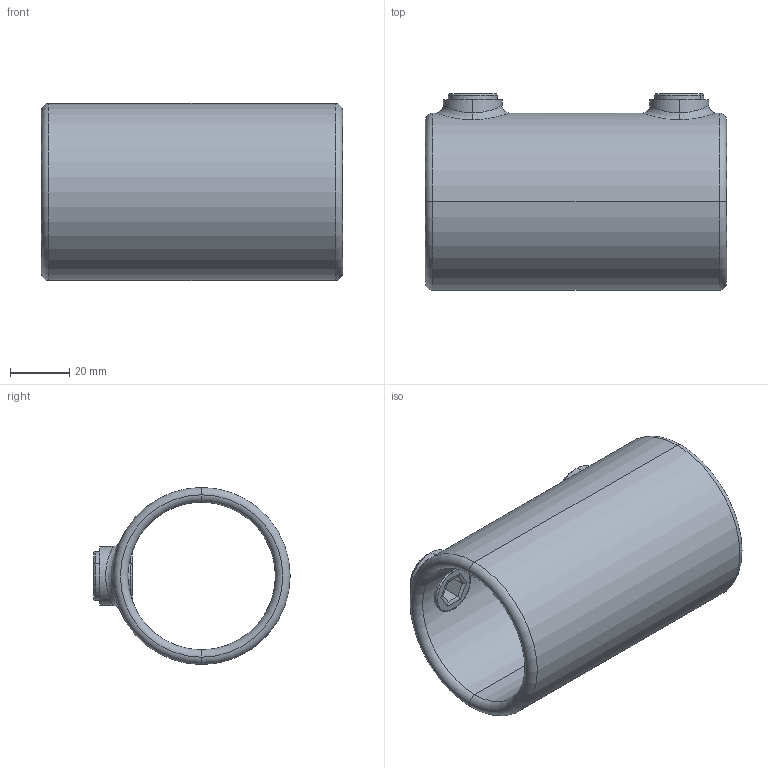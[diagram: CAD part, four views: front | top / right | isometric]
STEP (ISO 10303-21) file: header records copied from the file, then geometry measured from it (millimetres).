
FILE_DESCRIPTION (( 'STEP AP203' ), '1' );
FILE_NAME ('149-D48.STEP', '2016-01-28T09:31:52', ( '' ), ( '' ), 'SwSTEP 2.0', 'SolidWorks 2015', '' );
FILE_SCHEMA (( 'CONFIG_CONTROL_DESIGN' ));
Length unit declared in the file: millimetre
Products named in the file (3): 149-D48 Teil1; 149-D48 Teil2; 149-D48
Assembly tree (3 placements, depth 2):
  149-D48
    149-D48 Teil1
    149-D48 Teil2  x2
Bounding box: 102 x 66.5 x 60 mm (x, y, z)
Volume: 90875.2 mm3; surface area: 39664 mm2
Topology: 3 solids, 3 shells, 78 faces, 172 edges, 100 vertices
Faces by surface type: cylinder 40, plane 18, torus 16, bspline 4
Entity records: 2901 total; most frequent: CARTESIAN_POINT 1454, DIRECTION 240, ORIENTED_EDGE 232, EDGE_CURVE 116, AXIS2_PLACEMENT_3D 98, VERTEX_POINT 68, EDGE_LOOP 60, FACE_OUTER_BOUND 52
